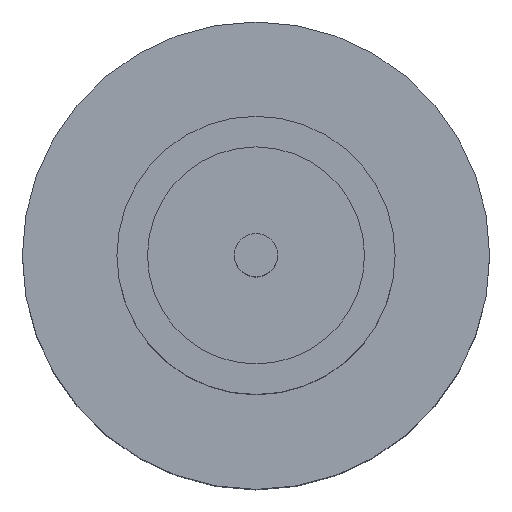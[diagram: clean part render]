
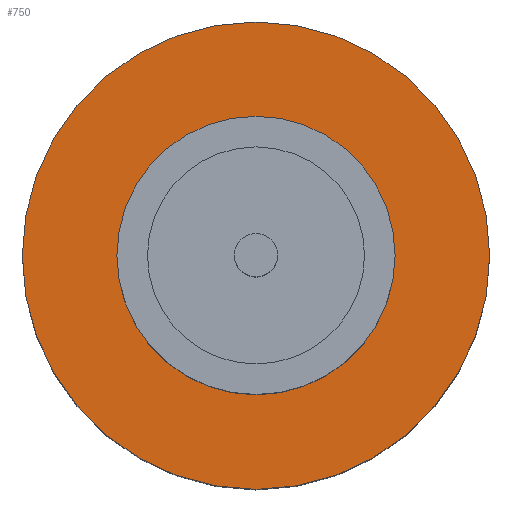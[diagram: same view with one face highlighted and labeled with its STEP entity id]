
A CAD part, top view. The second image highlights one B-rep face of the part: STEP entity #750.
In plain terms, the highlighted planar face has unit normal (0, 0, 1).
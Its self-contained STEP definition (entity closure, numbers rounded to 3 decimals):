
#46 = DIRECTION ( 'NONE',  ( 1., 0., 0. ) ) ;
#59 = DIRECTION ( 'NONE',  ( 0., 0., 1. ) ) ;
#60 = CIRCLE ( 'NONE', #657, 2.1 ) ;
#80 = AXIS2_PLACEMENT_3D ( 'NONE', #261, #59, #600 ) ;
#107 = ORIENTED_EDGE ( 'NONE', *, *, #280, .F. ) ;
#109 = VERTEX_POINT ( 'NONE', #613 ) ;
#115 = CARTESIAN_POINT ( 'NONE',  ( 0., 0., 1.55 ) ) ;
#139 = AXIS2_PLACEMENT_3D ( 'NONE', #218, #221, #832 ) ;
#218 = CARTESIAN_POINT ( 'NONE',  ( 0., 0., 1.55 ) ) ;
#221 = DIRECTION ( 'NONE',  ( 0., 0., 1. ) ) ;
#233 = CARTESIAN_POINT ( 'NONE',  ( 1.25, 0., 1.55 ) ) ;
#261 = CARTESIAN_POINT ( 'NONE',  ( 0., 0., 1.55 ) ) ;
#280 = EDGE_CURVE ( 'NONE', #689, #454, #699, .T. ) ;
#307 = ORIENTED_EDGE ( 'NONE', *, *, #325, .T. ) ;
#325 = EDGE_CURVE ( 'NONE', #109, #620, #676, .T. ) ;
#395 = DIRECTION ( 'NONE',  ( 0., 0., 1. ) ) ;
#410 = EDGE_LOOP ( 'NONE', ( #473, #107 ) ) ;
#415 = AXIS2_PLACEMENT_3D ( 'NONE', #448, #646, #440 ) ;
#440 = DIRECTION ( 'NONE',  ( 1., 0., 0. ) ) ;
#448 = CARTESIAN_POINT ( 'NONE',  ( 0., 0., 1.55 ) ) ;
#454 = VERTEX_POINT ( 'NONE', #233 ) ;
#462 = EDGE_LOOP ( 'NONE', ( #307, #607 ) ) ;
#473 = ORIENTED_EDGE ( 'NONE', *, *, #664, .F. ) ;
#529 = CIRCLE ( 'NONE', #824, 1.25 ) ;
#534 = PLANE ( 'NONE',  #80 ) ;
#582 = FACE_BOUND ( 'NONE', #410, .T. ) ;
#583 = CARTESIAN_POINT ( 'NONE',  ( -1.25, 0., 1.55 ) ) ;
#600 = DIRECTION ( 'NONE',  ( 1., 0., 0. ) ) ;
#607 = ORIENTED_EDGE ( 'NONE', *, *, #637, .T. ) ;
#613 = CARTESIAN_POINT ( 'NONE',  ( -2.1, 0., 1.55 ) ) ;
#620 = VERTEX_POINT ( 'NONE', #845 ) ;
#637 = EDGE_CURVE ( 'NONE', #620, #109, #60, .T. ) ;
#646 = DIRECTION ( 'NONE',  ( 0., 0., 1. ) ) ;
#657 = AXIS2_PLACEMENT_3D ( 'NONE', #115, #842, #779 ) ;
#663 = FACE_OUTER_BOUND ( 'NONE', #462, .T. ) ;
#664 = EDGE_CURVE ( 'NONE', #454, #689, #529, .T. ) ;
#676 = CIRCLE ( 'NONE', #415, 2.1 ) ;
#689 = VERTEX_POINT ( 'NONE', #583 ) ;
#699 = CIRCLE ( 'NONE', #139, 1.25 ) ;
#727 = CARTESIAN_POINT ( 'NONE',  ( 0., 0., 1.55 ) ) ;
#750 = ADVANCED_FACE ( 'NONE', ( #582, #663 ), #534, .T. ) ;
#779 = DIRECTION ( 'NONE',  ( 1., 0., 0. ) ) ;
#824 = AXIS2_PLACEMENT_3D ( 'NONE', #727, #395, #46 ) ;
#832 = DIRECTION ( 'NONE',  ( 1., 0., 0. ) ) ;
#842 = DIRECTION ( 'NONE',  ( 0., 0., 1. ) ) ;
#845 = CARTESIAN_POINT ( 'NONE',  ( 2.1, 0., 1.55 ) ) ;
